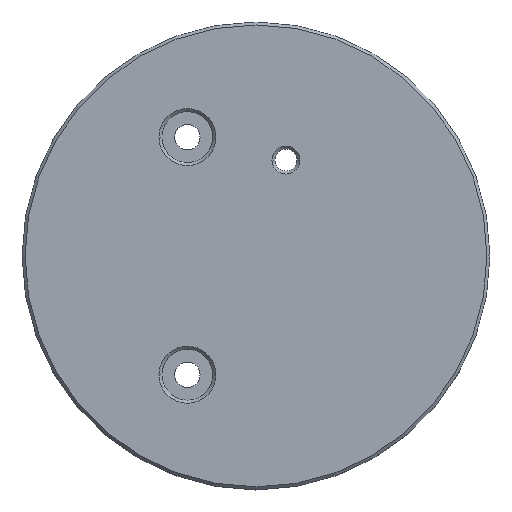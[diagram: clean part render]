
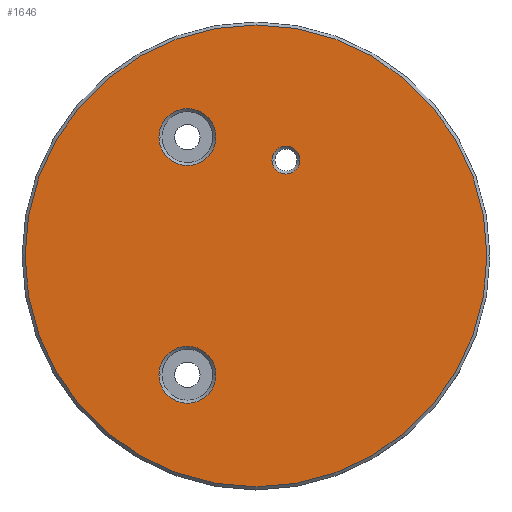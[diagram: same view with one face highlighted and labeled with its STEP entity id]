
A CAD part, top view. The second image highlights one B-rep face of the part: STEP entity #1646.
In plain terms, the highlighted planar face has unit normal (0, 0, 1).
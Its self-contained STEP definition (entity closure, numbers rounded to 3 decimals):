
#45 = EDGE_CURVE ( 'NONE', #2433, #800, #1498, .T. ) ;
#71 = EDGE_LOOP ( 'NONE', ( #2386, #2898 ) ) ;
#99 = FACE_BOUND ( 'NONE', #1006, .T. ) ;
#144 = DIRECTION ( 'NONE',  ( 1., 0., 0. ) ) ;
#154 = CARTESIAN_POINT ( 'NONE',  ( 93.137, 111.886, 7.9 ) ) ;
#209 = CIRCLE ( 'NONE', #2541, 23.1 ) ;
#262 = CARTESIAN_POINT ( 'NONE',  ( 123.1, 100., 7.9 ) ) ;
#349 = CARTESIAN_POINT ( 'NONE',  ( 90.287, 111.886, 7.9 ) ) ;
#384 = DIRECTION ( 'NONE',  ( 0., 0., 1. ) ) ;
#399 = ORIENTED_EDGE ( 'NONE', *, *, #1309, .T. ) ;
#417 = CIRCLE ( 'NONE', #1294, 2.85 ) ;
#426 = AXIS2_PLACEMENT_3D ( 'NONE', #720, #2868, #3502 ) ;
#441 = CARTESIAN_POINT ( 'NONE',  ( 95.987, 111.886, 7.9 ) ) ;
#468 = CARTESIAN_POINT ( 'NONE',  ( 93.138, 88.114, 7.9 ) ) ;
#485 = DIRECTION ( 'NONE',  ( 1., 0., 0. ) ) ;
#548 = EDGE_CURVE ( 'NONE', #2528, #1289, #3577, .T. ) ;
#550 = EDGE_LOOP ( 'NONE', ( #688, #835 ) ) ;
#562 = EDGE_CURVE ( 'NONE', #1289, #2528, #417, .T. ) ;
#591 = AXIS2_PLACEMENT_3D ( 'NONE', #154, #711, #1002 ) ;
#603 = CIRCLE ( 'NONE', #426, 1.4 ) ;
#616 = CARTESIAN_POINT ( 'NONE',  ( 102.997, 109.589, 7.9 ) ) ;
#622 = DIRECTION ( 'NONE',  ( 0., 0., 1. ) ) ;
#688 = ORIENTED_EDGE ( 'NONE', *, *, #2597, .T. ) ;
#711 = DIRECTION ( 'NONE',  ( 0., 0., -1. ) ) ;
#720 = CARTESIAN_POINT ( 'NONE',  ( 102.997, 109.589, 7.9 ) ) ;
#763 = DIRECTION ( 'NONE',  ( 0., 0., -1. ) ) ;
#764 = CIRCLE ( 'NONE', #3036, 1.4 ) ;
#790 = DIRECTION ( 'NONE',  ( 0., 0., -1. ) ) ;
#800 = VERTEX_POINT ( 'NONE', #868 ) ;
#835 = ORIENTED_EDGE ( 'NONE', *, *, #3482, .T. ) ;
#868 = CARTESIAN_POINT ( 'NONE',  ( 76.9, 100., 7.9 ) ) ;
#1002 = DIRECTION ( 'NONE',  ( 1., 0., 0. ) ) ;
#1006 = EDGE_LOOP ( 'NONE', ( #399, #1971 ) ) ;
#1134 = VERTEX_POINT ( 'NONE', #1579 ) ;
#1147 = DIRECTION ( 'NONE',  ( 1., 0., 0. ) ) ;
#1168 = CARTESIAN_POINT ( 'NONE',  ( 100., 100., 7.9 ) ) ;
#1183 = CARTESIAN_POINT ( 'NONE',  ( 104.397, 109.589, 7.9 ) ) ;
#1205 = CIRCLE ( 'NONE', #2660, 2.85 ) ;
#1207 = AXIS2_PLACEMENT_3D ( 'NONE', #1168, #622, #1734 ) ;
#1237 = CARTESIAN_POINT ( 'NONE',  ( 93.137, 111.886, 7.9 ) ) ;
#1246 = DIRECTION ( 'NONE',  ( 0., 0., -1. ) ) ;
#1289 = VERTEX_POINT ( 'NONE', #441 ) ;
#1294 = AXIS2_PLACEMENT_3D ( 'NONE', #1237, #2347, #3475 ) ;
#1309 = EDGE_CURVE ( 'NONE', #3220, #1334, #603, .T. ) ;
#1334 = VERTEX_POINT ( 'NONE', #2337 ) ;
#1443 = EDGE_LOOP ( 'NONE', ( #3062, #2335 ) ) ;
#1467 = CARTESIAN_POINT ( 'NONE',  ( 100., 100., 7.9 ) ) ;
#1498 = CIRCLE ( 'NONE', #3080, 23.1 ) ;
#1579 = CARTESIAN_POINT ( 'NONE',  ( 95.988, 88.114, 7.9 ) ) ;
#1637 = AXIS2_PLACEMENT_3D ( 'NONE', #468, #763, #485 ) ;
#1646 = ADVANCED_FACE ( 'NONE', ( #99, #3162, #2568, #1716 ), #2054, .T. ) ;
#1716 = FACE_OUTER_BOUND ( 'NONE', #71, .T. ) ;
#1721 = DIRECTION ( 'NONE',  ( 0., 0., 1. ) ) ;
#1734 = DIRECTION ( 'NONE',  ( 1., 0., 0. ) ) ;
#1971 = ORIENTED_EDGE ( 'NONE', *, *, #3096, .T. ) ;
#2030 = DIRECTION ( 'NONE',  ( 1., 0., 0. ) ) ;
#2054 = PLANE ( 'NONE',  #1207 ) ;
#2083 = CARTESIAN_POINT ( 'NONE',  ( 93.138, 88.114, 7.9 ) ) ;
#2335 = ORIENTED_EDGE ( 'NONE', *, *, #548, .T. ) ;
#2337 = CARTESIAN_POINT ( 'NONE',  ( 101.597, 109.589, 7.9 ) ) ;
#2347 = DIRECTION ( 'NONE',  ( 0., 0., -1. ) ) ;
#2358 = DIRECTION ( 'NONE',  ( 1., 0., 0. ) ) ;
#2386 = ORIENTED_EDGE ( 'NONE', *, *, #2550, .T. ) ;
#2433 = VERTEX_POINT ( 'NONE', #262 ) ;
#2481 = CARTESIAN_POINT ( 'NONE',  ( 90.288, 88.114, 7.9 ) ) ;
#2528 = VERTEX_POINT ( 'NONE', #349 ) ;
#2541 = AXIS2_PLACEMENT_3D ( 'NONE', #1467, #1721, #2030 ) ;
#2550 = EDGE_CURVE ( 'NONE', #800, #2433, #209, .T. ) ;
#2568 = FACE_BOUND ( 'NONE', #1443, .T. ) ;
#2597 = EDGE_CURVE ( 'NONE', #1134, #3078, #1205, .T. ) ;
#2660 = AXIS2_PLACEMENT_3D ( 'NONE', #2083, #1246, #2358 ) ;
#2868 = DIRECTION ( 'NONE',  ( 0., 0., -1. ) ) ;
#2898 = ORIENTED_EDGE ( 'NONE', *, *, #45, .T. ) ;
#3036 = AXIS2_PLACEMENT_3D ( 'NONE', #616, #790, #1147 ) ;
#3062 = ORIENTED_EDGE ( 'NONE', *, *, #562, .T. ) ;
#3078 = VERTEX_POINT ( 'NONE', #2481 ) ;
#3080 = AXIS2_PLACEMENT_3D ( 'NONE', #3504, #384, #144 ) ;
#3096 = EDGE_CURVE ( 'NONE', #1334, #3220, #764, .T. ) ;
#3162 = FACE_BOUND ( 'NONE', #550, .T. ) ;
#3214 = CIRCLE ( 'NONE', #1637, 2.85 ) ;
#3220 = VERTEX_POINT ( 'NONE', #1183 ) ;
#3475 = DIRECTION ( 'NONE',  ( 1., 0., 0. ) ) ;
#3482 = EDGE_CURVE ( 'NONE', #3078, #1134, #3214, .T. ) ;
#3502 = DIRECTION ( 'NONE',  ( 1., 0., 0. ) ) ;
#3504 = CARTESIAN_POINT ( 'NONE',  ( 100., 100., 7.9 ) ) ;
#3577 = CIRCLE ( 'NONE', #591, 2.85 ) ;
